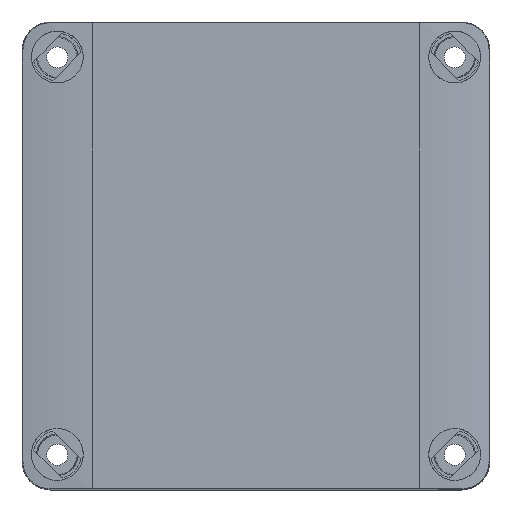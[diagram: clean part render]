
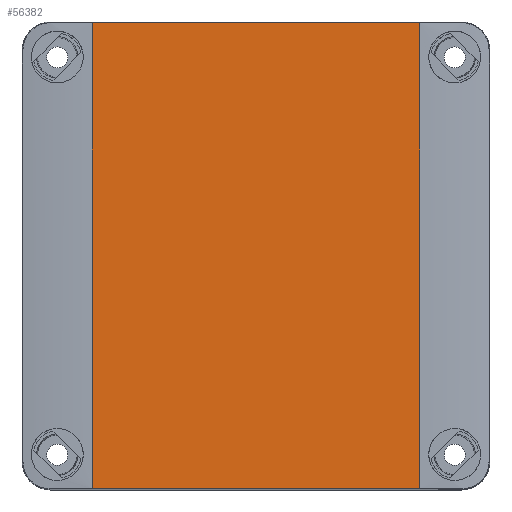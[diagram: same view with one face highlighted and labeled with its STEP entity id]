
A CAD part, top view. The second image highlights one B-rep face of the part: STEP entity #56382.
In plain terms, the highlighted face is planar.
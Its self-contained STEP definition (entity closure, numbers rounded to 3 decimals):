
#51030=DIRECTION('',(0.,0.,1.));
#51031=VECTOR('',#51030,99.651);
#51032=CARTESIAN_POINT('',(35.,10.,-49.825));
#51033=LINE('',#51032,#51031);
#51038=DIRECTION('',(-1.,0.,0.));
#51039=VECTOR('',#51038,70.);
#51040=CARTESIAN_POINT('',(35.,10.,49.825));
#51041=LINE('',#51040,#51039);
#51045=DIRECTION('',(-1.,0.,0.));
#51046=VECTOR('',#51045,70.);
#51047=CARTESIAN_POINT('',(35.,10.,-49.825));
#51048=LINE('',#51047,#51046);
#54501=DIRECTION('',(0.,0.,1.));
#54502=VECTOR('',#54501,99.651);
#54503=CARTESIAN_POINT('',(-35.,10.,-49.825));
#54504=LINE('',#54503,#54502);
#56018=CARTESIAN_POINT('',(35.,10.,-49.825));
#56019=CARTESIAN_POINT('',(35.,10.,49.825));
#56020=VERTEX_POINT('',#56018);
#56021=VERTEX_POINT('',#56019);
#56022=CARTESIAN_POINT('',(-35.,10.,-49.825));
#56023=CARTESIAN_POINT('',(-35.,10.,49.825));
#56024=VERTEX_POINT('',#56022);
#56025=VERTEX_POINT('',#56023);
#56367=CARTESIAN_POINT('',(35.,10.,-50.));
#56368=DIRECTION('',(0.,1.,0.));
#56369=DIRECTION('',(-1.,0.,0.));
#56370=AXIS2_PLACEMENT_3D('',#56367,#56368,#56369);
#56371=PLANE('',#56370);
#56373=ORIENTED_EDGE('',*,*,#56372,.T.);
#56375=ORIENTED_EDGE('',*,*,#56374,.T.);
#56377=ORIENTED_EDGE('',*,*,#56376,.F.);
#56379=ORIENTED_EDGE('',*,*,#56378,.F.);
#56380=EDGE_LOOP('',(#56373,#56375,#56377,#56379));
#56381=FACE_OUTER_BOUND('',#56380,.F.);
#56382=ADVANCED_FACE('',(#56381),#56371,.T.);
#56372=EDGE_CURVE('',#56020,#56021,#51033,.T.);
#56374=EDGE_CURVE('',#56021,#56025,#51041,.T.);
#56376=EDGE_CURVE('',#56024,#56025,#54504,.T.);
#56378=EDGE_CURVE('',#56020,#56024,#51048,.T.);
